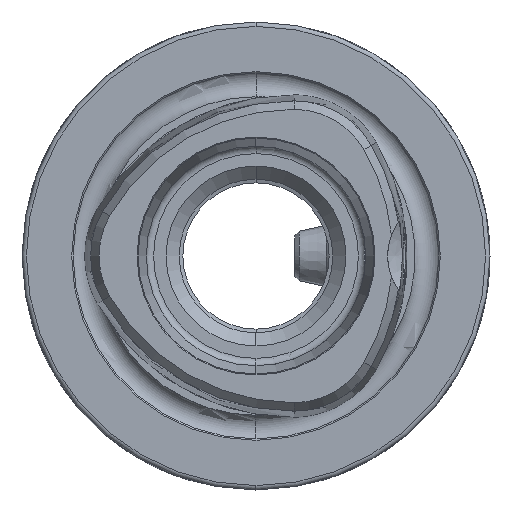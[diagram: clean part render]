
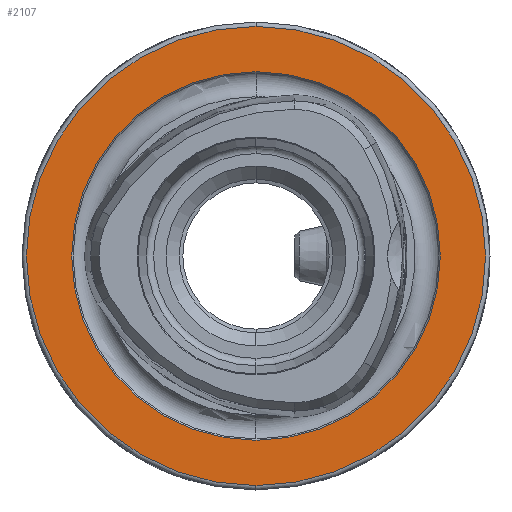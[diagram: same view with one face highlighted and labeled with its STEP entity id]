
A CAD part, left-side view. The second image highlights one B-rep face of the part: STEP entity #2107.
In plain terms, the highlighted planar face has unit normal (-1, 0, 0).
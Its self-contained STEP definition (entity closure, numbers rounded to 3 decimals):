
#335 = CARTESIAN_POINT ( 'NONE',  ( 0., 0., 0. ) ) ;
#660 = CARTESIAN_POINT ( 'NONE',  ( 0., 0., -12.6 ) ) ;
#889 = ORIENTED_EDGE ( 'NONE', *, *, #1228, .F. ) ;
#904 = CARTESIAN_POINT ( 'NONE',  ( 0., 0., -15.7 ) ) ;
#964 = EDGE_CURVE ( 'NONE', #3583, #3022, #5192, .T. ) ;
#1195 = CARTESIAN_POINT ( 'NONE',  ( 0., 0., 12.6 ) ) ;
#1228 = EDGE_CURVE ( 'NONE', #4319, #1965, #1718, .T. ) ;
#1245 = ORIENTED_EDGE ( 'NONE', *, *, #3641, .F. ) ;
#1261 = FACE_OUTER_BOUND ( 'NONE', #2014, .T. ) ;
#1626 = AXIS2_PLACEMENT_3D ( 'NONE', #3558, #3627, #5064 ) ;
#1636 = ORIENTED_EDGE ( 'NONE', *, *, #3456, .T. ) ;
#1718 = CIRCLE ( 'NONE', #5806, 12.6 ) ;
#1764 = CARTESIAN_POINT ( 'NONE',  ( 0., 12.6, 0. ) ) ;
#1825 = CIRCLE ( 'NONE', #5307, 15.7 ) ;
#1945 = DIRECTION ( 'NONE',  ( 0., 0., 1. ) ) ;
#1965 = VERTEX_POINT ( 'NONE', #1195 ) ;
#2014 = EDGE_LOOP ( 'NONE', ( #1636, #6288 ) ) ;
#2054 = CARTESIAN_POINT ( 'NONE',  ( 0., 0., 0. ) ) ;
#2107 = ADVANCED_FACE ( 'NONE', ( #3684, #1261 ), #6129, .F. ) ;
#2307 = DIRECTION ( 'NONE',  ( 1., 0., 0. ) ) ;
#3022 = VERTEX_POINT ( 'NONE', #5913 ) ;
#3060 = CIRCLE ( 'NONE', #1626, 12.6 ) ;
#3128 = DIRECTION ( 'NONE',  ( 0., 0., 1. ) ) ;
#3418 = CARTESIAN_POINT ( 'NONE',  ( 0., 0., 0. ) ) ;
#3450 = DIRECTION ( 'NONE',  ( -1., 0., 0. ) ) ;
#3456 = EDGE_CURVE ( 'NONE', #3022, #3583, #1825, .T. ) ;
#3558 = CARTESIAN_POINT ( 'NONE',  ( 0., 0., 0. ) ) ;
#3583 = VERTEX_POINT ( 'NONE', #904 ) ;
#3627 = DIRECTION ( 'NONE',  ( -1., 0., 0. ) ) ;
#3641 = EDGE_CURVE ( 'NONE', #1965, #4319, #3060, .T. ) ;
#3684 = FACE_BOUND ( 'NONE', #3961, .T. ) ;
#3961 = EDGE_LOOP ( 'NONE', ( #1245, #889 ) ) ;
#4319 = VERTEX_POINT ( 'NONE', #660 ) ;
#5064 = DIRECTION ( 'NONE',  ( 0., 0., 1. ) ) ;
#5192 = CIRCLE ( 'NONE', #5599, 15.7 ) ;
#5307 = AXIS2_PLACEMENT_3D ( 'NONE', #335, #5557, #3128 ) ;
#5478 = DIRECTION ( 'NONE',  ( -1., 0., 0. ) ) ;
#5511 = DIRECTION ( 'NONE',  ( 0., 0., 1. ) ) ;
#5557 = DIRECTION ( 'NONE',  ( -1., 0., 0. ) ) ;
#5599 = AXIS2_PLACEMENT_3D ( 'NONE', #2054, #5478, #5511 ) ;
#5626 = AXIS2_PLACEMENT_3D ( 'NONE', #1764, #2307, #5826 ) ;
#5806 = AXIS2_PLACEMENT_3D ( 'NONE', #3418, #3450, #1945 ) ;
#5826 = DIRECTION ( 'NONE',  ( 0., 0., -1. ) ) ;
#5913 = CARTESIAN_POINT ( 'NONE',  ( 0., 0., 15.7 ) ) ;
#6129 = PLANE ( 'NONE',  #5626 ) ;
#6288 = ORIENTED_EDGE ( 'NONE', *, *, #964, .T. ) ;
